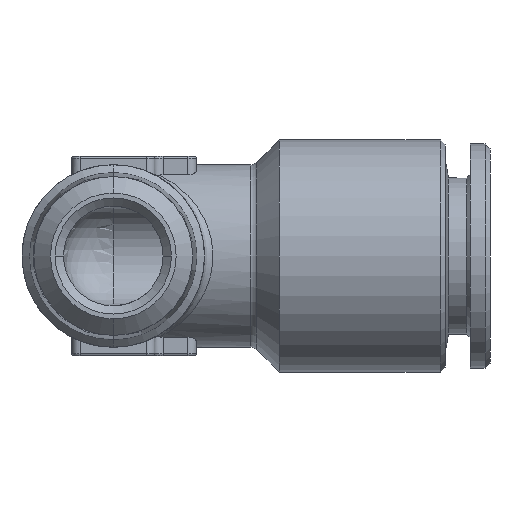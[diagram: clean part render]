
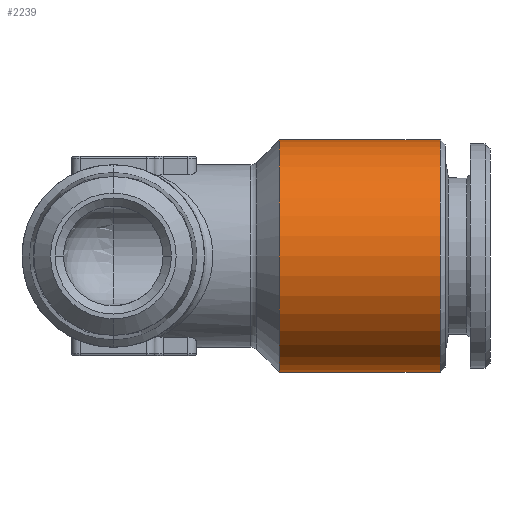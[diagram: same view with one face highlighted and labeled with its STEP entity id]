
A CAD part, front view. The second image highlights one B-rep face of the part: STEP entity #2239.
In plain terms, the highlighted cylindrical face has radius 7 mm (diameter 14 mm), a partial arc.
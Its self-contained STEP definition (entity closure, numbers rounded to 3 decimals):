
#173 = DIRECTION ( 'NONE',  ( 0., 0., 1. ) ) ;
#470 = DIRECTION ( 'NONE',  ( -1., 0., 0. ) ) ;
#471 = CARTESIAN_POINT ( 'NONE',  ( 0., 0., 0. ) ) ;
#472 = AXIS2_PLACEMENT_3D ( 'NONE', #471, #470, #173 ) ;
#473 = CYLINDRICAL_SURFACE ( 'NONE', #472, 7. ) ;
#478 = FACE_OUTER_BOUND ( 'NONE', #2202, .T. ) ;
#568 = CIRCLE ( 'NONE', #597, 7. ) ;
#597 = AXIS2_PLACEMENT_3D ( 'NONE', #621, #620, #627 ) ;
#620 = DIRECTION ( 'NONE',  ( -1., 0., 0. ) ) ;
#621 = CARTESIAN_POINT ( 'NONE',  ( 19.7, 0., 0. ) ) ;
#627 = DIRECTION ( 'NONE',  ( 0., 0., 1. ) ) ;
#646 = DIRECTION ( 'NONE',  ( -1., 0., 0. ) ) ;
#647 = VECTOR ( 'NONE', #646, 1000. ) ;
#648 = CARTESIAN_POINT ( 'NONE',  ( 0., 0., -7. ) ) ;
#654 = LINE ( 'NONE', #648, #647 ) ;
#655 = CARTESIAN_POINT ( 'NONE',  ( 10., 0., -7. ) ) ;
#777 = CARTESIAN_POINT ( 'NONE',  ( 19.7, 0., -7. ) ) ;
#825 = AXIS2_PLACEMENT_3D ( 'NONE', #851, #850, #849 ) ;
#826 = CIRCLE ( 'NONE', #825, 7. ) ;
#849 = DIRECTION ( 'NONE',  ( 0., 0., -1. ) ) ;
#850 = DIRECTION ( 'NONE',  ( 1., 0., 0. ) ) ;
#851 = CARTESIAN_POINT ( 'NONE',  ( 10., 0., 0. ) ) ;
#1052 = CARTESIAN_POINT ( 'NONE',  ( 10., 0., 7. ) ) ;
#1086 = DIRECTION ( 'NONE',  ( -1., 0., 0. ) ) ;
#1087 = VECTOR ( 'NONE', #1086, 1000. ) ;
#1113 = CARTESIAN_POINT ( 'NONE',  ( 19.7, 0., 7. ) ) ;
#1142 = CARTESIAN_POINT ( 'NONE',  ( 0., 0., 7. ) ) ;
#1143 = LINE ( 'NONE', #1142, #1087 ) ;
#2195 = ORIENTED_EDGE ( 'NONE', *, *, #2446, .T. ) ;
#2196 = ORIENTED_EDGE ( 'NONE', *, *, #2419, .T. ) ;
#2202 = EDGE_LOOP ( 'NONE', ( #2221, #2245, #2195, #2196 ) ) ;
#2221 = ORIENTED_EDGE ( 'NONE', *, *, #2300, .F. ) ;
#2239 = ADVANCED_FACE ( 'NONE', ( #478 ), #473, .T. ) ;
#2245 = ORIENTED_EDGE ( 'NONE', *, *, #2246, .T. ) ;
#2246 = EDGE_CURVE ( 'NONE', #2371, #2459, #568, .T. ) ;
#2297 = VERTEX_POINT ( 'NONE', #655 ) ;
#2300 = EDGE_CURVE ( 'NONE', #2371, #2297, #654, .T. ) ;
#2371 = VERTEX_POINT ( 'NONE', #777 ) ;
#2419 = EDGE_CURVE ( 'NONE', #2444, #2297, #826, .T. ) ;
#2444 = VERTEX_POINT ( 'NONE', #1052 ) ;
#2446 = EDGE_CURVE ( 'NONE', #2459, #2444, #1143, .T. ) ;
#2459 = VERTEX_POINT ( 'NONE', #1113 ) ;
